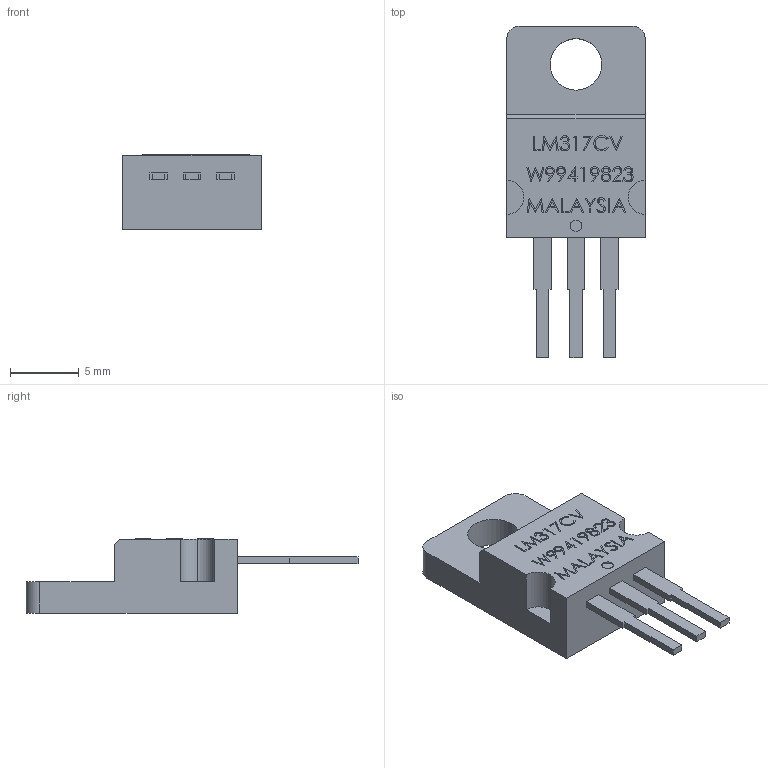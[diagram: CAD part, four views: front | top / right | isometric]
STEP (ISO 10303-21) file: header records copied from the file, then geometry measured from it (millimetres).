
FILE_DESCRIPTION (( 'STEP AP214' ), '1' );
FILE_NAME ('LM317CV.STEP', '2011-05-13T15:10:14', ( 'admin' ), ( '' ), 'SwSTEP 2.0', 'SolidWorks 2010', '' );
FILE_SCHEMA (( 'AUTOMOTIVE_DESIGN' ));
Length unit declared in the file: millimetre
Products named in the file (1): LM317CV
Bounding box: 10.13 x 24.22 x 5.41 mm (x, y, z)
Volume: 611.5 mm3; surface area: 640.6 mm2
Topology: 1 solids, 1 shells, 343 faces, 912 edges, 608 vertices
Faces by surface type: plane 232, bspline 102, cylinder 9
Entity records: 22739 total; most frequent: CARTESIAN_POINT 11062, ORIENTED_EDGE 1824, DIRECTION 1210, EDGE_CURVE 912, LINE 690, VECTOR 690, VERTEX_POINT 608, EDGE_LOOP 382
